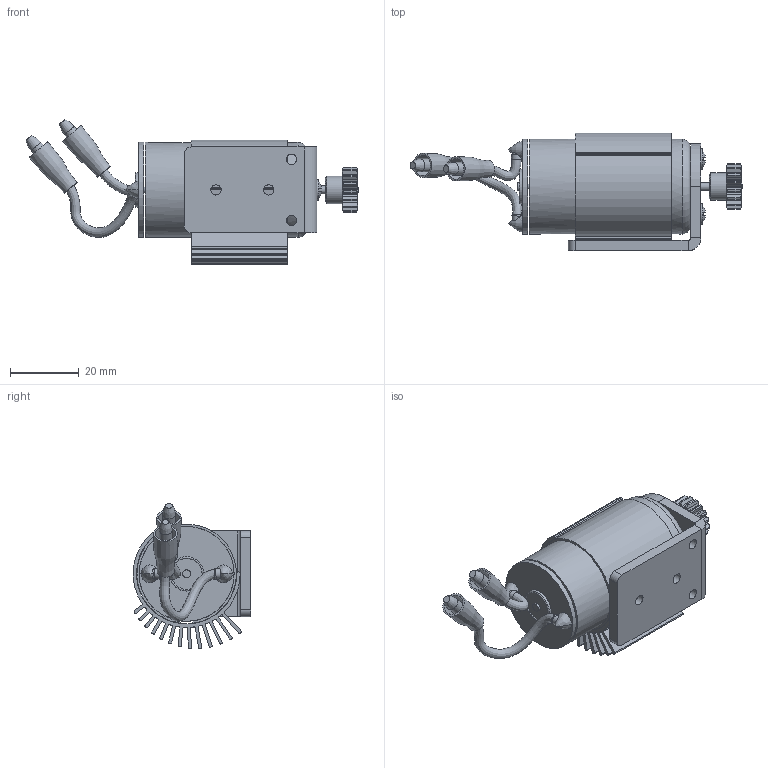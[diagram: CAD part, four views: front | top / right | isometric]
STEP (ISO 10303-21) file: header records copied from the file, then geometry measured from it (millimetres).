
FILE_DESCRIPTION(/* description */ (''),/* implementation_level */ '2;1');
FILE_NAME(/* name */ 'Motor_subassembly_v2.step',/* time_stamp */ '2022-03-24T12:45:28+04:00',/* author */ (''),/* organization */ (''),/* preprocessor_version */ 'ST-DEVELOPER v18.1',/* originating_system */ 'Autodesk Translation Framework v10.13.0.1454',/* authorisation */ '');
FILE_SCHEMA (('AUTOMOTIVE_DESIGN { 1 0 10303 214 3 1 1 }'));
Length unit declared in the file: millimetre
Products named in the file (12): Motor subassembly; Electro Wiring; Receiver+Engine; Power contacts v1; Power contacts v1 (1); Motor subassembly_1; LV 390 Electric motor; Motor flange; Motor gear; Motor seat; Screw M2.5x6 v3; Screw M2.5x6 v3 (1)
Assembly tree (11 placements, depth 3):
  Motor subassembly
    Electro Wiring
      Receiver+Engine
      Power contacts v1
      Power contacts v1 (1)
    Motor subassembly_1
      LV 390 Electric motor
      Motor flange
      Motor gear
      Motor seat
      Screw M2.5x6 v3
      Screw M2.5x6 v3 (1)
Bounding box: 96.73 x 34.27 x 42.24 mm (x, y, z)
Volume: 40523.4 mm3; surface area: 21748.1 mm2
Topology: 12 solids, 12 shells, 403 faces, 1037 edges, 662 vertices
Faces by surface type: cylinder 171, plane 128, bspline 48, cone 48, torus 6, sphere 2
Full cylindrical faces by diameter (mm): 1.64 x1, 2.3 x2, 2.43 x2, 2.5 x3, 2.6 x1, 2.746 x2, 3 x6, 3.746 x2, 4.7 x1, 5.7 x1, 6 x2, 8 x1, 8.4 x1, 9.85 x1, 10 x1, 10.4 x1, 27.64 x2
Entity records: 17369 total; most frequent: CARTESIAN_POINT 7170, DIRECTION 2097, ORIENTED_EDGE 2050, EDGE_CURVE 1025, AXIS2_PLACEMENT_3D 844, VERTEX_POINT 662, CIRCLE 464, EDGE_LOOP 439
